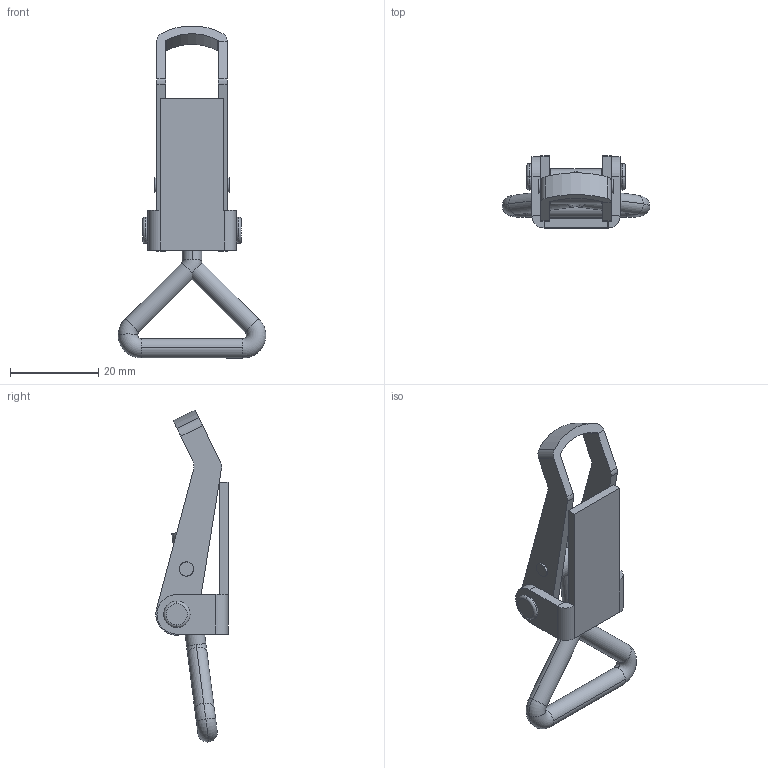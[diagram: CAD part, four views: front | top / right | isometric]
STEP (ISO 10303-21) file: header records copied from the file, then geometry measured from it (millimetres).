
FILE_DESCRIPTION (( 'STEP AP214' ), '1' );
FILE_NAME ('D11821SP - 118 G1 ZP.STEP', '2017-02-15T12:30:18', ( '' ), ( '' ), 'SwSTEP 2.0', 'SolidWorks 2015', '' );
FILE_SCHEMA (( 'AUTOMOTIVE_DESIGN' ));
Length unit declared in the file: millimetre
Products named in the file (6): skruvögla; rulle; nit; bygel; Platta; D11821SP - 118 G1 ZP
Assembly tree (6 placements, depth 2):
  D11821SP - 118 G1 ZP
    Platta
    bygel
    nit  x2
    rulle
    skruvögla
Bounding box: 33.51 x 16.36 x 75.34 mm (x, y, z)
Volume: 5224.3 mm3; surface area: 6146.8 mm2
Topology: 7 solids, 7 shells, 119 faces, 270 edges, 168 vertices
Faces by surface type: cylinder 52, plane 47, torus 16, cone 4
Entity records: 3539 total; most frequent: CARTESIAN_POINT 667, DIRECTION 610, ORIENTED_EDGE 508, EDGE_CURVE 254, AXIS2_PLACEMENT_3D 245, VERTEX_POINT 158, CIRCLE 126, EDGE_LOOP 126
